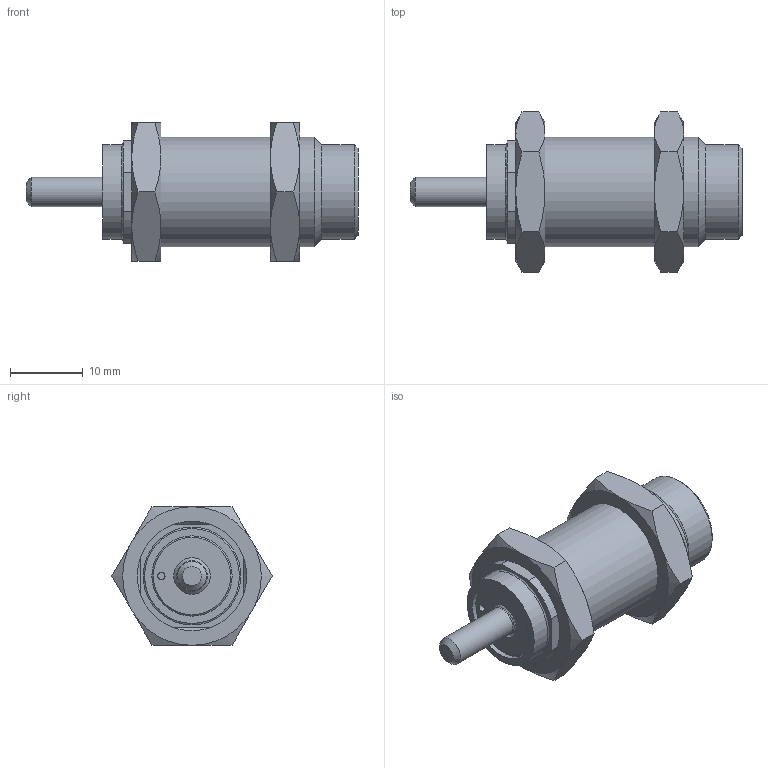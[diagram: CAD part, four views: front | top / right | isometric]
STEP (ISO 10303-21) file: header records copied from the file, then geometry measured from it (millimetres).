
FILE_DESCRIPTION((''),'2;1');
FILE_NAME('TS010.015.GS.M.stp','2015-06-12T12:22:52',('carlo.corazza'),(''),'Autodesk Inventor 2013','Autodesk Inventor 2013','');
FILE_SCHEMA(('AUTOMOTIVE_DESIGN { 1 0 10303 214 1 1 1 1 }'));
Length unit declared in the file: millimetre
Products named in the file (1): TS010.015.GS.M
Bounding box: 45.5 x 21.94 x 19 mm (x, y, z)
Volume: 6883.6 mm3; surface area: 2799 mm2
Topology: 1 solids, 1 shells, 78 faces, 165 edges, 98 vertices
Faces by surface type: cone 35, plane 27, cylinder 13, torus 3
Full cylindrical faces by diameter (mm): 1 x1, 4 x1, 4.2 x1, 5 x1, 11 x1, 13 x2, 15 x2
Entity records: 2152 total; most frequent: CARTESIAN_POINT 625, DIRECTION 310, ORIENTED_EDGE 286, AXIS2_PLACEMENT_3D 143, EDGE_CURVE 143, EDGE_LOOP 104, VERTEX_POINT 93, FACE_OUTER_BOUND 78
